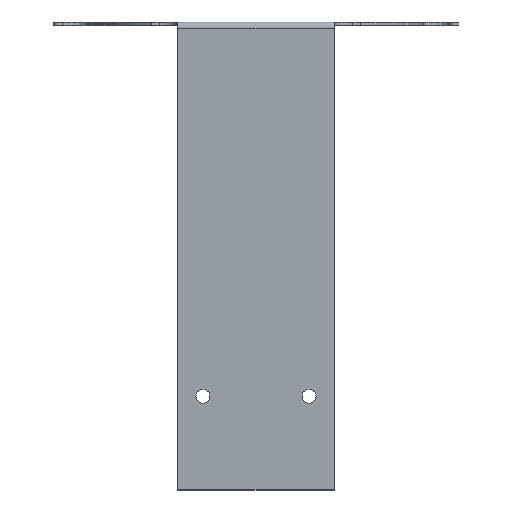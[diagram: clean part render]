
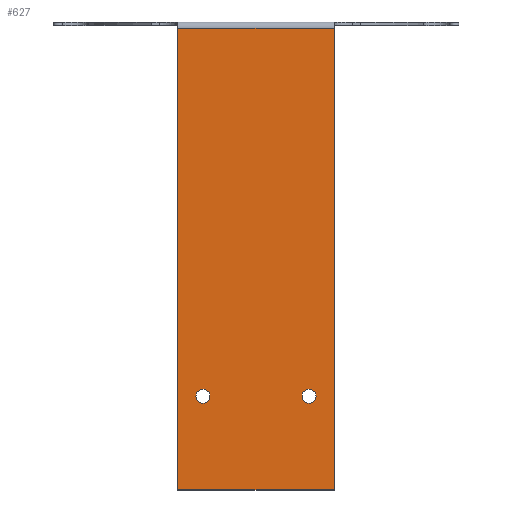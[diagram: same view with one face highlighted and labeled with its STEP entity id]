
A CAD part, top view. The second image highlights one B-rep face of the part: STEP entity #627.
In plain terms, the highlighted planar face has unit normal (0, 0, 1).
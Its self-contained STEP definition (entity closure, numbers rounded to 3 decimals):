
#15=FACE_BOUND('',#101,.T.);
#16=FACE_BOUND('',#102,.T.);
#32=PLANE('',#717);
#66=FACE_OUTER_BOUND('',#100,.T.);
#100=EDGE_LOOP('',(#558,#559,#560,#561));
#101=EDGE_LOOP('',(#562,#563));
#102=EDGE_LOOP('',(#564,#565));
#148=LINE('',#1067,#202);
#154=LINE('',#1085,#208);
#157=LINE('',#1091,#211);
#158=LINE('',#1092,#212);
#202=VECTOR('',#877,10.);
#208=VECTOR('',#901,10.);
#211=VECTOR('',#906,10.);
#212=VECTOR('',#907,10.);
#242=CIRCLE('',#684,2.25);
#243=CIRCLE('',#685,2.25);
#245=CIRCLE('',#688,2.25);
#246=CIRCLE('',#689,2.25);
#296=VERTEX_POINT('',#1019);
#297=VERTEX_POINT('',#1020);
#299=VERTEX_POINT('',#1027);
#300=VERTEX_POINT('',#1028);
#302=VERTEX_POINT('',#1064);
#303=VERTEX_POINT('',#1066);
#306=VERTEX_POINT('',#1084);
#308=VERTEX_POINT('',#1090);
#360=EDGE_CURVE('',#296,#297,#242,.T.);
#361=EDGE_CURVE('',#297,#296,#243,.T.);
#364=EDGE_CURVE('',#299,#300,#245,.T.);
#365=EDGE_CURVE('',#300,#299,#246,.T.);
#383=EDGE_CURVE('',#303,#302,#148,.T.);
#392=EDGE_CURVE('',#303,#306,#154,.T.);
#395=EDGE_CURVE('',#308,#302,#157,.T.);
#396=EDGE_CURVE('',#306,#308,#158,.T.);
#558=ORIENTED_EDGE('',*,*,#383,.T.);
#559=ORIENTED_EDGE('',*,*,#395,.F.);
#560=ORIENTED_EDGE('',*,*,#396,.F.);
#561=ORIENTED_EDGE('',*,*,#392,.F.);
#562=ORIENTED_EDGE('',*,*,#360,.T.);
#563=ORIENTED_EDGE('',*,*,#361,.T.);
#564=ORIENTED_EDGE('',*,*,#364,.T.);
#565=ORIENTED_EDGE('',*,*,#365,.T.);
#627=ADVANCED_FACE('',(#66,#15,#16),#32,.T.);
#684=AXIS2_PLACEMENT_3D('',#1021,#813,#814);
#685=AXIS2_PLACEMENT_3D('',#1022,#815,#816);
#688=AXIS2_PLACEMENT_3D('',#1029,#822,#823);
#689=AXIS2_PLACEMENT_3D('',#1030,#824,#825);
#717=AXIS2_PLACEMENT_3D('',#1089,#904,#905);
#813=DIRECTION('center_axis',(0.,0.,-1.));
#814=DIRECTION('ref_axis',(1.,0.,0.));
#815=DIRECTION('center_axis',(0.,0.,-1.));
#816=DIRECTION('ref_axis',(1.,0.,0.));
#822=DIRECTION('center_axis',(0.,0.,-1.));
#823=DIRECTION('ref_axis',(1.,0.,0.));
#824=DIRECTION('center_axis',(0.,0.,-1.));
#825=DIRECTION('ref_axis',(1.,0.,0.));
#877=DIRECTION('',(-1.,0.,0.));
#901=DIRECTION('',(0.,-1.,0.));
#904=DIRECTION('center_axis',(0.,0.,1.));
#905=DIRECTION('ref_axis',(1.,0.,0.));
#906=DIRECTION('',(0.,1.,0.));
#907=DIRECTION('',(-1.,0.,0.));
#1019=CARTESIAN_POINT('',(10.25,30.,1.));
#1020=CARTESIAN_POINT('',(5.75,30.,1.));
#1021=CARTESIAN_POINT('Origin',(8.,30.,1.));
#1022=CARTESIAN_POINT('Origin',(8.,30.,1.));
#1027=CARTESIAN_POINT('',(44.25,30.,1.));
#1028=CARTESIAN_POINT('',(39.75,30.,1.));
#1029=CARTESIAN_POINT('Origin',(42.,30.,1.));
#1030=CARTESIAN_POINT('Origin',(42.,30.,1.));
#1064=CARTESIAN_POINT('',(0.,148.,1.));
#1066=CARTESIAN_POINT('',(50.,148.,1.));
#1067=CARTESIAN_POINT('',(37.5,148.,1.));
#1084=CARTESIAN_POINT('',(50.,0.,1.));
#1085=CARTESIAN_POINT('',(50.,0.,1.));
#1089=CARTESIAN_POINT('Origin',(25.,75.,1.));
#1090=CARTESIAN_POINT('',(0.,0.,1.));
#1091=CARTESIAN_POINT('',(0.,150.,1.));
#1092=CARTESIAN_POINT('',(0.,0.,1.));
